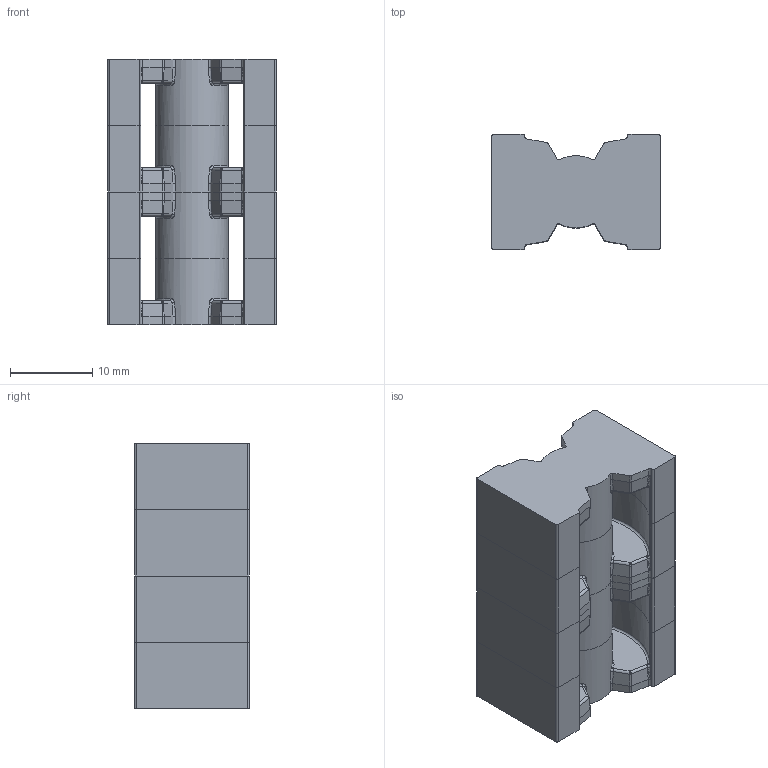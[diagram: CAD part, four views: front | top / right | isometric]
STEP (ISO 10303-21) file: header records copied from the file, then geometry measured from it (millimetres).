
FILE_DESCRIPTION(('FreeCAD Model'),'2;1');
FILE_NAME('Open CASCADE Shape Model','2024-03-04T12:43:48',(''),(''), 'Open CASCADE STEP processor 7.6','FreeCAD','Unknown');
FILE_SCHEMA(('AUTOMOTIVE_DESIGN { 1 0 10303 214 1 1 1 1 }'));
Length unit declared in the file: millimetre
Products named in the file (1): Fusion002
Bounding box: 20.5 x 14 x 32.4 mm (x, y, z)
Volume: 5403.7 mm3; surface area: 3913.2 mm2
Topology: 1 solids, 1 shells, 450 faces, 1052 edges, 596 vertices
Faces by surface type: cylinder 144, plane 114, bspline 112, cone 32, torus 32, sphere 16
Entity records: 25140 total; most frequent: CARTESIAN_POINT 15667, ORIENTED_EDGE 2104, DIRECTION 1820, EDGE_CURVE 1052, AXIS2_PLACEMENT_3D 701, VERTEX_POINT 596, ADVANCED_FACE 450, FACE_BOUND 450
